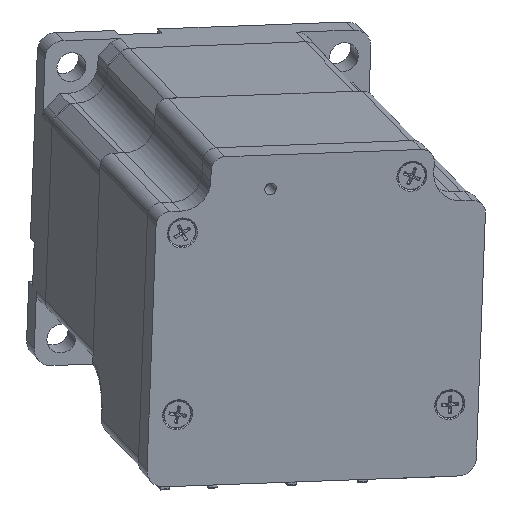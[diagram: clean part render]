
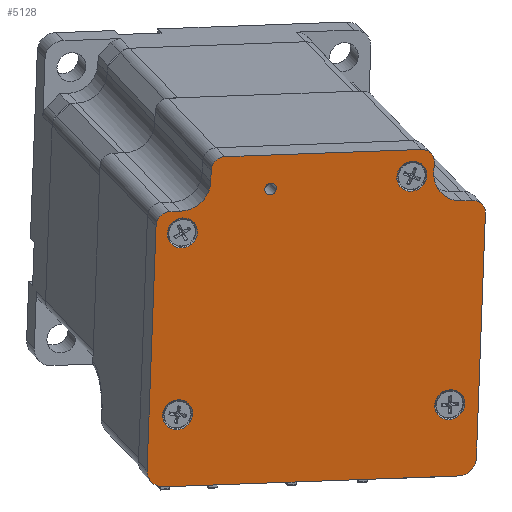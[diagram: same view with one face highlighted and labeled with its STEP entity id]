
A CAD part, front view. The second image highlights one B-rep face of the part: STEP entity #5128.
In plain terms, the highlighted planar face has unit normal (0.257, -0.929, -0.268).
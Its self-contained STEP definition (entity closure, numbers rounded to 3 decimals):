
#4011=CARTESIAN_POINT('',(23.212,54.115,-149.307));
#4012=VERTEX_POINT('',#4011);
#4013=CARTESIAN_POINT('',(22.247,53.859,-149.343));
#4014=DIRECTION('',(-0.257,0.929,0.268));
#4015=DIRECTION('',(-0.966,-0.257,-0.036));
#4016=AXIS2_PLACEMENT_3D('',#4013,#4014,#4015);
#4017=CIRCLE('',#4016,1.);
#4018=EDGE_CURVE('',#4012,#4012,#4017,.T.);
#4222=CARTESIAN_POINT('',(43.37,59.111,-147.312));
#4223=VERTEX_POINT('',#4222);
#4224=CARTESIAN_POINT('',(45.881,59.778,-147.219));
#4225=DIRECTION('',(-0.257,0.929,0.268));
#4226=DIRECTION('',(-0.036,0.268,-0.963));
#4227=AXIS2_PLACEMENT_3D('',#4224,#4225,#4226);
#4228=CIRCLE('',#4227,2.6);
#4229=EDGE_CURVE('',#4223,#4223,#4228,.T.);
#4296=CARTESIAN_POINT('',(4.994,51.235,-156.784));
#4297=VERTEX_POINT('',#4296);
#4298=CARTESIAN_POINT('',(7.505,51.902,-156.692));
#4299=DIRECTION('',(-0.257,0.929,0.268));
#4300=DIRECTION('',(-0.036,0.268,-0.963));
#4301=AXIS2_PLACEMENT_3D('',#4298,#4299,#4300);
#4302=CIRCLE('',#4301,2.6);
#4303=EDGE_CURVE('',#4297,#4297,#4302,.T.);
#4370=CARTESIAN_POINT('',(4.209,59.775,-187.173));
#4371=VERTEX_POINT('',#4370);
#4372=CARTESIAN_POINT('',(6.72,60.442,-187.08));
#4373=DIRECTION('',(-0.257,0.929,0.268));
#4374=DIRECTION('',(-0.036,0.268,-0.963));
#4375=AXIS2_PLACEMENT_3D('',#4372,#4373,#4374);
#4376=CIRCLE('',#4375,2.6);
#4377=EDGE_CURVE('',#4371,#4371,#4376,.T.);
#4426=CARTESIAN_POINT('',(49.7,71.864,-185.496));
#4427=VERTEX_POINT('',#4426);
#4428=CARTESIAN_POINT('',(52.212,72.531,-185.403));
#4429=DIRECTION('',(-0.257,0.929,0.268));
#4430=DIRECTION('',(-0.036,0.268,-0.963));
#4431=AXIS2_PLACEMENT_3D('',#4428,#4429,#4430);
#4432=CIRCLE('',#4431,2.6);
#4433=EDGE_CURVE('',#4427,#4427,#4432,.T.);
#4473=CARTESIAN_POINT('',(53.652,76.363,-197.32));
#4474=VERTEX_POINT('',#4473);
#4481=CARTESIAN_POINT('',(4.394,63.273,-199.136));
#4482=VERTEX_POINT('',#4481);
#4483=CARTESIAN_POINT('',(53.652,76.363,-197.32));
#4484=DIRECTION('',(-0.966,-0.257,-0.036));
#4485=VECTOR('',#4484,51.);
#4486=LINE('',#4483,#4485);
#4487=EDGE_CURVE('',#4474,#4482,#4486,.T.);
#4623=CARTESIAN_POINT('',(1.603,61.701,-196.354));
#4624=VERTEX_POINT('',#4623);
#4625=CARTESIAN_POINT('',(4.501,62.471,-196.248));
#4626=DIRECTION('',(0.257,-0.929,-0.268));
#4627=DIRECTION('',(-0.966,-0.257,-0.036));
#4628=AXIS2_PLACEMENT_3D('',#4625,#4626,#4627);
#4629=CIRCLE('',#4628,3.);
#4630=EDGE_CURVE('',#4624,#4482,#4629,.T.);
#4657=CARTESIAN_POINT('',(3.117,50.327,-155.433));
#4658=VERTEX_POINT('',#4657);
#4659=CARTESIAN_POINT('',(1.603,61.701,-196.354));
#4660=DIRECTION('',(0.036,-0.268,0.963));
#4661=VECTOR('',#4660,42.5);
#4662=LINE('',#4659,#4661);
#4663=EDGE_CURVE('',#4624,#4658,#4662,.T.);
#4697=CARTESIAN_POINT('',(5.42,50.301,-153.136));
#4698=VERTEX_POINT('',#4697);
#4699=CARTESIAN_POINT('',(5.338,50.917,-155.351));
#4700=DIRECTION('',(0.257,-0.929,-0.268));
#4701=DIRECTION('',(0.036,-0.268,0.963));
#4702=AXIS2_PLACEMENT_3D('',#4699,#4700,#4701);
#4703=CIRCLE('',#4702,2.3);
#4704=EDGE_CURVE('',#4698,#4658,#4703,.T.);
#4722=CARTESIAN_POINT('',(7.255,50.789,-153.069));
#4723=VERTEX_POINT('',#4722);
#4737=CARTESIAN_POINT('',(5.42,50.301,-153.136));
#4738=DIRECTION('',(0.966,0.257,0.036));
#4739=VECTOR('',#4738,1.9);
#4740=LINE('',#4737,#4739);
#4741=EDGE_CURVE('',#4698,#4723,#4740,.T.);
#4752=CARTESIAN_POINT('',(12.262,50.734,-148.076));
#4753=VERTEX_POINT('',#4752);
#4754=CARTESIAN_POINT('',(7.433,49.451,-148.254));
#4755=DIRECTION('',(-0.257,0.929,0.268));
#4756=DIRECTION('',(0.966,0.257,0.036));
#4757=AXIS2_PLACEMENT_3D('',#4754,#4755,#4756);
#4758=CIRCLE('',#4757,5.0);
#4759=EDGE_CURVE('',#4753,#4723,#4758,.T.);
#4785=CARTESIAN_POINT('',(12.33,50.226,-146.247));
#4786=VERTEX_POINT('',#4785);
#4787=CARTESIAN_POINT('',(12.33,50.226,-146.247));
#4788=DIRECTION('',(-0.036,0.268,-0.963));
#4789=VECTOR('',#4788,1.9);
#4790=LINE('',#4787,#4789);
#4791=EDGE_CURVE('',#4786,#4753,#4790,.T.);
#4815=CARTESIAN_POINT('',(14.633,50.201,-143.95));
#4816=VERTEX_POINT('',#4815);
#4817=CARTESIAN_POINT('',(14.552,50.816,-146.165));
#4818=DIRECTION('',(0.257,-0.929,-0.268));
#4819=DIRECTION('',(0.036,-0.268,0.963));
#4820=AXIS2_PLACEMENT_3D('',#4817,#4818,#4819);
#4821=CIRCLE('',#4820,2.3);
#4822=EDGE_CURVE('',#4816,#4786,#4821,.T.);
#4849=CARTESIAN_POINT('',(47.472,58.927,-142.739));
#4850=VERTEX_POINT('',#4849);
#4851=CARTESIAN_POINT('',(14.633,50.201,-143.95));
#4852=DIRECTION('',(0.966,0.257,0.036));
#4853=VECTOR('',#4852,34.0);
#4854=LINE('',#4851,#4853);
#4855=EDGE_CURVE('',#4816,#4850,#4854,.T.);
#4889=CARTESIAN_POINT('',(49.612,60.133,-144.872));
#4890=VERTEX_POINT('',#4889);
#4891=CARTESIAN_POINT('',(47.39,59.543,-144.954));
#4892=DIRECTION('',(0.257,-0.929,-0.268));
#4893=DIRECTION('',(0.966,0.257,0.036));
#4894=AXIS2_PLACEMENT_3D('',#4891,#4892,#4893);
#4895=CIRCLE('',#4894,2.3);
#4896=EDGE_CURVE('',#4890,#4850,#4895,.T.);
#4914=CARTESIAN_POINT('',(49.544,60.642,-146.701));
#4915=VERTEX_POINT('',#4914);
#4929=CARTESIAN_POINT('',(49.612,60.133,-144.872));
#4930=DIRECTION('',(-0.036,0.268,-0.963));
#4931=VECTOR('',#4930,1.9);
#4932=LINE('',#4929,#4931);
#4933=EDGE_CURVE('',#4890,#4915,#4932,.T.);
#4944=CARTESIAN_POINT('',(54.195,63.263,-151.338));
#4945=VERTEX_POINT('',#4944);
#4946=CARTESIAN_POINT('',(54.373,61.925,-146.523));
#4947=DIRECTION('',(-0.257,0.929,0.268));
#4948=DIRECTION('',(-0.036,0.268,-0.963));
#4949=AXIS2_PLACEMENT_3D('',#4946,#4947,#4948);
#4950=CIRCLE('',#4949,5.0);
#4951=EDGE_CURVE('',#4945,#4915,#4950,.T.);
#4977=CARTESIAN_POINT('',(56.03,63.751,-151.27));
#4978=VERTEX_POINT('',#4977);
#4979=CARTESIAN_POINT('',(56.03,63.751,-151.27));
#4980=DIRECTION('',(-0.966,-0.257,-0.036));
#4981=VECTOR('',#4980,1.9);
#4982=LINE('',#4979,#4981);
#4983=EDGE_CURVE('',#4978,#4945,#4982,.T.);
#5007=CARTESIAN_POINT('',(58.17,64.957,-153.403));
#5008=VERTEX_POINT('',#5007);
#5009=CARTESIAN_POINT('',(55.948,64.366,-153.485));
#5010=DIRECTION('',(0.257,-0.929,-0.268));
#5011=DIRECTION('',(0.966,0.257,0.036));
#5012=AXIS2_PLACEMENT_3D('',#5009,#5010,#5011);
#5013=CIRCLE('',#5012,2.3);
#5014=EDGE_CURVE('',#5008,#4978,#5013,.T.);
#5042=CARTESIAN_POINT('',(56.656,76.331,-194.324));
#5043=VERTEX_POINT('',#5042);
#5057=CARTESIAN_POINT('',(58.17,64.957,-153.403));
#5058=DIRECTION('',(-0.036,0.268,-0.963));
#5059=VECTOR('',#5058,42.5);
#5060=LINE('',#5057,#5059);
#5061=EDGE_CURVE('',#5008,#5043,#5060,.T.);
#5071=CARTESIAN_POINT('',(53.759,75.561,-194.431));
#5072=DIRECTION('',(0.257,-0.929,-0.268));
#5073=DIRECTION('',(-0.036,0.268,-0.963));
#5074=AXIS2_PLACEMENT_3D('',#5071,#5072,#5073);
#5075=CIRCLE('',#5074,3.);
#5076=EDGE_CURVE('',#4474,#5043,#5075,.T.);
#5090=CARTESIAN_POINT('',(30.038,62.191,-170.786));
#5091=DIRECTION('',(-0.257,0.929,0.268));
#5092=DIRECTION('',(0.036,-0.268,0.963));
#5093=AXIS2_PLACEMENT_3D('',#5090,#5091,#5092);
#5094=PLANE('',#5093);
#5095=ORIENTED_EDGE('',*,*,#5076,.T.);
#5096=ORIENTED_EDGE('',*,*,#5061,.F.);
#5097=ORIENTED_EDGE('',*,*,#5014,.T.);
#5098=ORIENTED_EDGE('',*,*,#4983,.T.);
#5099=ORIENTED_EDGE('',*,*,#4951,.T.);
#5100=ORIENTED_EDGE('',*,*,#4933,.F.);
#5101=ORIENTED_EDGE('',*,*,#4896,.T.);
#5102=ORIENTED_EDGE('',*,*,#4855,.F.);
#5103=ORIENTED_EDGE('',*,*,#4822,.T.);
#5104=ORIENTED_EDGE('',*,*,#4791,.T.);
#5105=ORIENTED_EDGE('',*,*,#4759,.T.);
#5106=ORIENTED_EDGE('',*,*,#4741,.F.);
#5107=ORIENTED_EDGE('',*,*,#4704,.T.);
#5108=ORIENTED_EDGE('',*,*,#4663,.F.);
#5109=ORIENTED_EDGE('',*,*,#4630,.T.);
#5110=ORIENTED_EDGE('',*,*,#4487,.F.);
#5111=EDGE_LOOP('',(#5095,#5096,#5097,#5098,#5099,#5100,#5101,#5102,#5103,#5104,#5105,#5106,#5107,#5108,#5109,#5110));
#5112=FACE_OUTER_BOUND('',#5111,.T.);
#5113=ORIENTED_EDGE('',*,*,#4229,.T.);
#5114=EDGE_LOOP('',(#5113));
#5115=FACE_BOUND('',#5114,.T.);
#5116=ORIENTED_EDGE('',*,*,#4433,.T.);
#5117=EDGE_LOOP('',(#5116));
#5118=FACE_BOUND('',#5117,.T.);
#5119=ORIENTED_EDGE('',*,*,#4377,.T.);
#5120=EDGE_LOOP('',(#5119));
#5121=FACE_BOUND('',#5120,.T.);
#5122=ORIENTED_EDGE('',*,*,#4303,.T.);
#5123=EDGE_LOOP('',(#5122));
#5124=FACE_BOUND('',#5123,.T.);
#5125=ORIENTED_EDGE('',*,*,#4018,.T.);
#5126=EDGE_LOOP('',(#5125));
#5127=FACE_BOUND('',#5126,.T.);
#5128=ADVANCED_FACE('',(#5112,#5115,#5118,#5121,#5124,#5127),#5094,.F.);
